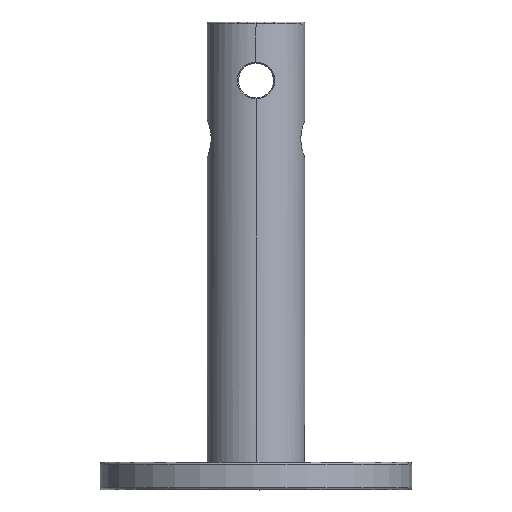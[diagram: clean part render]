
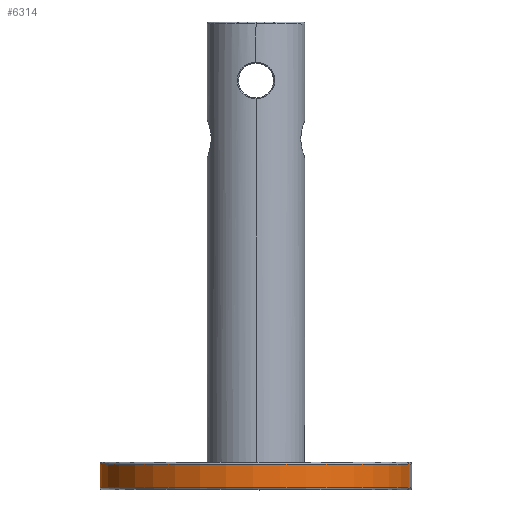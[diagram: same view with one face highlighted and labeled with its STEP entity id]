
A CAD part, top view. The second image highlights one B-rep face of the part: STEP entity #6314.
In plain terms, the highlighted cylindrical face has radius 40 mm (diameter 80 mm), a partial arc.
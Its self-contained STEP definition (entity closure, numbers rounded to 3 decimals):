
#558 = ORIENTED_EDGE ( 'NONE', *, *, #5344, .T. ) ;
#787 = CARTESIAN_POINT ( 'NONE',  ( 0., 3.5, 40. ) ) ;
#1087 = CARTESIAN_POINT ( 'NONE',  ( 0., 3.5, -40. ) ) ;
#1226 = EDGE_CURVE ( 'NONE', #9974, #7787, #1554, .T. ) ;
#1328 = AXIS2_PLACEMENT_3D ( 'NONE', #1957, #9470, #12755 ) ;
#1554 = CIRCLE ( 'NONE', #1328, 40. ) ;
#1830 = VECTOR ( 'NONE', #3073, 1000. ) ;
#1957 = CARTESIAN_POINT ( 'NONE',  ( 0., -3., 0. ) ) ;
#2029 = DIRECTION ( 'NONE',  ( 0., -1., 0. ) ) ;
#2173 = CARTESIAN_POINT ( 'NONE',  ( 0., 3., 40. ) ) ;
#2701 = CYLINDRICAL_SURFACE ( 'NONE', #9032, 40. ) ;
#3073 = DIRECTION ( 'NONE',  ( 0., -1., 0. ) ) ;
#4225 = DIRECTION ( 'NONE',  ( 0., -1., 0. ) ) ;
#4583 = VERTEX_POINT ( 'NONE', #5995 ) ;
#5344 = EDGE_CURVE ( 'NONE', #13771, #4583, #11364, .T. ) ;
#5510 = EDGE_CURVE ( 'NONE', #13771, #7787, #6189, .T. ) ;
#5544 = VECTOR ( 'NONE', #2029, 1000. ) ;
#5995 = CARTESIAN_POINT ( 'NONE',  ( 0., 3., -40. ) ) ;
#6189 = LINE ( 'NONE', #787, #5544 ) ;
#6314 = ADVANCED_FACE ( 'NONE', ( #12708 ), #2701, .T. ) ;
#7156 = DIRECTION ( 'NONE',  ( 0., 0., -1. ) ) ;
#7393 = AXIS2_PLACEMENT_3D ( 'NONE', #8523, #4225, #8450 ) ;
#7787 = VERTEX_POINT ( 'NONE', #10824 ) ;
#8450 = DIRECTION ( 'NONE',  ( 0., 0., 1. ) ) ;
#8472 = DIRECTION ( 'NONE',  ( 0., -1., 0. ) ) ;
#8495 = ORIENTED_EDGE ( 'NONE', *, *, #5510, .F. ) ;
#8523 = CARTESIAN_POINT ( 'NONE',  ( 0., 3., 0. ) ) ;
#9032 = AXIS2_PLACEMENT_3D ( 'NONE', #9280, #8472, #7156 ) ;
#9183 = ORIENTED_EDGE ( 'NONE', *, *, #1226, .T. ) ;
#9280 = CARTESIAN_POINT ( 'NONE',  ( 0., 3.5, 0. ) ) ;
#9470 = DIRECTION ( 'NONE',  ( 0., 1., 0. ) ) ;
#9617 = ORIENTED_EDGE ( 'NONE', *, *, #13253, .T. ) ;
#9974 = VERTEX_POINT ( 'NONE', #12047 ) ;
#10824 = CARTESIAN_POINT ( 'NONE',  ( 0., -3., 40. ) ) ;
#10931 = EDGE_LOOP ( 'NONE', ( #8495, #558, #9617, #9183 ) ) ;
#11364 = CIRCLE ( 'NONE', #7393, 40. ) ;
#12047 = CARTESIAN_POINT ( 'NONE',  ( 0., -3., -40. ) ) ;
#12054 = LINE ( 'NONE', #1087, #1830 ) ;
#12708 = FACE_OUTER_BOUND ( 'NONE', #10931, .T. ) ;
#12755 = DIRECTION ( 'NONE',  ( 0., 0., 1. ) ) ;
#13253 = EDGE_CURVE ( 'NONE', #4583, #9974, #12054, .T. ) ;
#13771 = VERTEX_POINT ( 'NONE', #2173 ) ;
